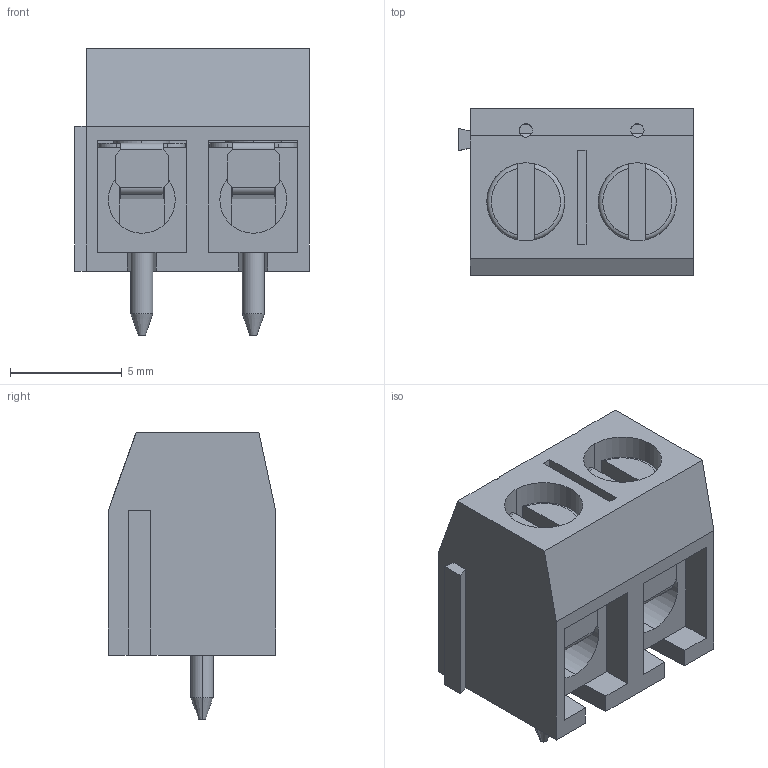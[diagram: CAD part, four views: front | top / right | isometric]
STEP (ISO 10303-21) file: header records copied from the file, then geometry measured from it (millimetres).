
FILE_DESCRIPTION(('STEP AP242'),'1');
FILE_NAME('691502710002.stp','2022-05-13T12:59:02',('TraceParts'),('TraceParts S.A.'),'Spatial InterOp 3D',' ',' ');
FILE_SCHEMA(('AP242_MANAGED_MODEL_BASED_3D_ENGINEERING_MIM_LF {1 0 10303 442 1 1 4}'));
Length unit declared in the file: millimetre
Products named in the file (1): 691502710002_1
Bounding box: 10.5 x 7.5 x 12.9 mm (x, y, z)
Volume: 537.6 mm3; surface area: 1355.8 mm2
Topology: 7 solids, 7 shells, 225 faces, 594 edges, 384 vertices
Faces by surface type: plane 133, cylinder 68, cone 16, torus 8
Entity records: 7622 total; most frequent: CARTESIAN_POINT 1272, DIRECTION 1226, ORIENTED_EDGE 1188, EDGE_CURVE 594, AXIS2_PLACEMENT_3D 416, LINE 394, VECTOR 394, VERTEX_POINT 384
